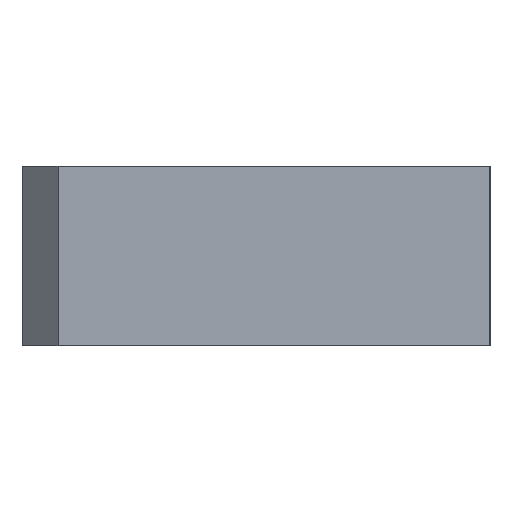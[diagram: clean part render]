
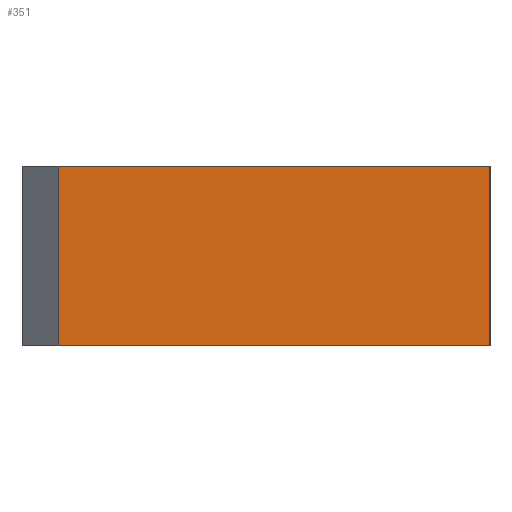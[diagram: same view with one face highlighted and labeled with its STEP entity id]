
A CAD part, left-side view. The second image highlights one B-rep face of the part: STEP entity #351.
In plain terms, the highlighted planar face has unit normal (-1, 0, 0).
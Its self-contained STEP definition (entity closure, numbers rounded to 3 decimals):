
#327 = VERTEX_POINT ( 'NONE', #2000 ) ;
#328 = ORIENTED_EDGE ( 'NONE', *, *, #329, .F. ) ;
#329 = EDGE_CURVE ( 'NONE', #330, #327, #1999, .T. ) ;
#330 = VERTEX_POINT ( 'NONE', #2060 ) ;
#331 = ORIENTED_EDGE ( 'NONE', *, *, #332, .F. ) ;
#332 = EDGE_CURVE ( 'NONE', #333, #330, #2059, .T. ) ;
#333 = VERTEX_POINT ( 'NONE', #2055 ) ;
#334 = ORIENTED_EDGE ( 'NONE', *, *, #335, .T. ) ;
#335 = EDGE_CURVE ( 'NONE', #333, #355, #2054, .T. ) ;
#351 = ADVANCED_FACE ( 'NONE', ( #2082 ), #2081, .F. ) ;
#352 = EDGE_LOOP ( 'NONE', ( #353, #328, #331, #334 ) ) ;
#353 = ORIENTED_EDGE ( 'NONE', *, *, #354, .T. ) ;
#354 = EDGE_CURVE ( 'NONE', #355, #327, #2076, .T. ) ;
#355 = VERTEX_POINT ( 'NONE', #2072 ) ;
#1746 = VECTOR ( 'NONE', #1748, 1000. ) ;
#1748 = DIRECTION ( 'NONE',  ( 0., 0., -1. ) ) ;
#1998 = CARTESIAN_POINT ( 'NONE',  ( 0., 0., 7.5 ) ) ;
#1999 = LINE ( 'NONE', #1998, #1746 ) ;
#2000 = CARTESIAN_POINT ( 'NONE',  ( 0., 0., -7.5 ) ) ;
#2051 = DIRECTION ( 'NONE',  ( 0., 0., -1. ) ) ;
#2052 = VECTOR ( 'NONE', #2051, 1000. ) ;
#2053 = CARTESIAN_POINT ( 'NONE',  ( 0., 36., 7.5 ) ) ;
#2054 = LINE ( 'NONE', #2053, #2052 ) ;
#2055 = CARTESIAN_POINT ( 'NONE',  ( 0., 36., 7.5 ) ) ;
#2056 = DIRECTION ( 'NONE',  ( 0., -1., 0. ) ) ;
#2057 = VECTOR ( 'NONE', #2056, 1000. ) ;
#2058 = CARTESIAN_POINT ( 'NONE',  ( 0., 0., 7.5 ) ) ;
#2059 = LINE ( 'NONE', #2058, #2057 ) ;
#2060 = CARTESIAN_POINT ( 'NONE',  ( 0., 0., 7.5 ) ) ;
#2072 = CARTESIAN_POINT ( 'NONE',  ( 0., 36., -7.5 ) ) ;
#2073 = DIRECTION ( 'NONE',  ( 0., -1., 0. ) ) ;
#2074 = VECTOR ( 'NONE', #2073, 1000. ) ;
#2075 = CARTESIAN_POINT ( 'NONE',  ( 0., 0., -7.5 ) ) ;
#2076 = LINE ( 'NONE', #2075, #2074 ) ;
#2077 = DIRECTION ( 'NONE',  ( 0., 0., -1. ) ) ;
#2078 = DIRECTION ( 'NONE',  ( 1., 0., 0. ) ) ;
#2079 = AXIS2_PLACEMENT_3D ( 'NONE', #2080, #2078, #2077 ) ;
#2080 = CARTESIAN_POINT ( 'NONE',  ( 0., 0., 7.5 ) ) ;
#2081 = PLANE ( 'NONE',  #2079 ) ;
#2082 = FACE_OUTER_BOUND ( 'NONE', #352, .T. ) ;
